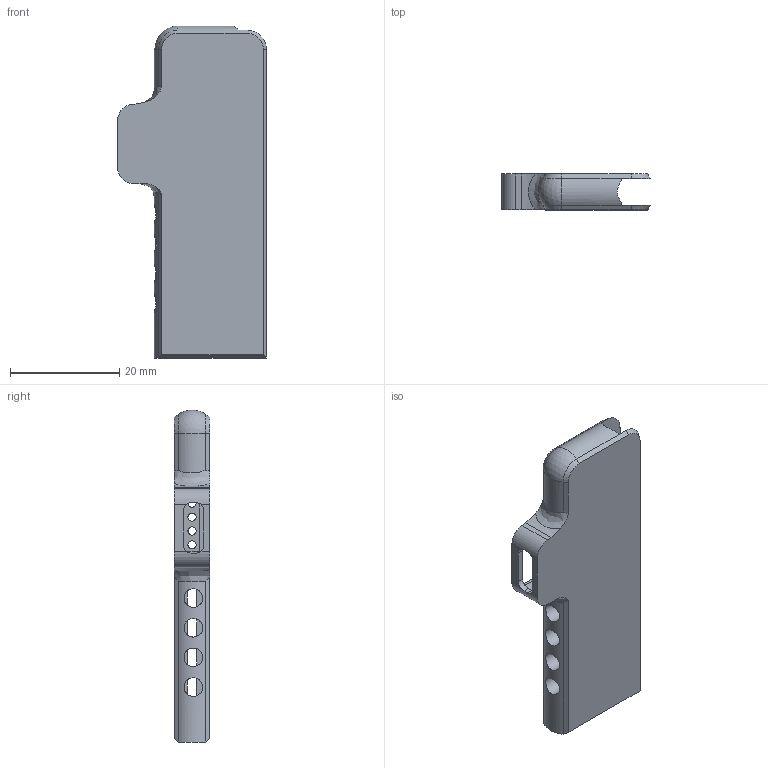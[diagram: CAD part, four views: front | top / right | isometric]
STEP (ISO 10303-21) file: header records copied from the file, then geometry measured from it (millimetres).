
FILE_DESCRIPTION(/* description */ (''),/* implementation_level */ '2;1');
FILE_NAME(/* name */ 'J17 Markwardt v8.step',/* time_stamp */ '2022-05-03T23:12:18-04:00',/* author */ (''),/* organization */ (''),/* preprocessor_version */ 'ST-DEVELOPER v18.1',/* originating_system */ 'Autodesk Translation Framework v10.14.0.1471',/* authorisation */ '');
FILE_SCHEMA (('AUTOMOTIVE_DESIGN { 1 0 10303 214 3 1 1 }'));
Length unit declared in the file: millimetre
Products named in the file (2): J17 Markwardt; J17 Markwardt_1
Assembly tree (1 placements, depth 2):
  J17 Markwardt
    J17 Markwardt_1
Bounding box: 27.21 x 6.55 x 60.8 mm (x, y, z)
Volume: 4500.3 mm3; surface area: 5288.6 mm2
Topology: 1 solids, 1 shells, 102 faces, 298 edges, 199 vertices
Faces by surface type: plane 66, cylinder 27, cone 4, bspline 3, sphere 2
Full cylindrical faces by diameter (mm): 1.5 x5, 3.42 x4
Entity records: 3972 total; most frequent: CARTESIAN_POINT 1232, ORIENTED_EDGE 596, DIRECTION 514, EDGE_CURVE 298, VERTEX_POINT 199, LINE 182, VECTOR 182, AXIS2_PLACEMENT_3D 166
